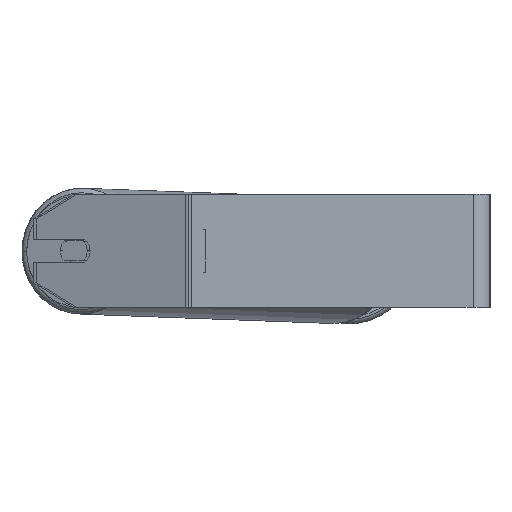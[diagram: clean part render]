
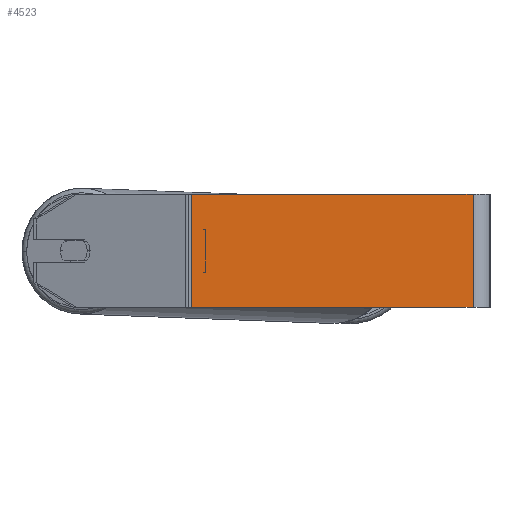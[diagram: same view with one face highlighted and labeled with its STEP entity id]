
A CAD part, left-side view. The second image highlights one B-rep face of the part: STEP entity #4523.
In plain terms, the highlighted planar face has unit normal (-1, 0, 0).
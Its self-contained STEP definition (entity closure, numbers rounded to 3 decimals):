
#64 = CARTESIAN_POINT ( 'NONE',  ( -840., 213.39, 40. ) ) ;
#76 = LINE ( 'NONE', #6806, #8247 ) ;
#290 = CARTESIAN_POINT ( 'NONE',  ( -840., 211.275, -40. ) ) ;
#412 = ORIENTED_EDGE ( 'NONE', *, *, #543, .F. ) ;
#507 = VERTEX_POINT ( 'NONE', #5443 ) ;
#543 = EDGE_CURVE ( 'NONE', #8485, #507, #8127, .T. ) ;
#651 = DIRECTION ( 'NONE',  ( 0., 0., -1. ) ) ;
#1049 = PLANE ( 'NONE',  #4029 ) ;
#1068 = LINE ( 'NONE', #2467, #6258 ) ;
#1368 = LINE ( 'NONE', #8723, #7804 ) ;
#2084 = EDGE_CURVE ( 'NONE', #3577, #5871, #1068, .T. ) ;
#2255 = FACE_OUTER_BOUND ( 'NONE', #5138, .T. ) ;
#2467 = CARTESIAN_POINT ( 'NONE',  ( -840., 213.39, -40. ) ) ;
#2768 = DIRECTION ( 'NONE',  ( 0., -1., 0. ) ) ;
#2779 = DIRECTION ( 'NONE',  ( 0., 0., -1. ) ) ;
#3016 = CARTESIAN_POINT ( 'NONE',  ( -840., 211.275, 40. ) ) ;
#3577 = VERTEX_POINT ( 'NONE', #290 ) ;
#3892 = EDGE_CURVE ( 'NONE', #8485, #3577, #1368, .T. ) ;
#4029 = AXIS2_PLACEMENT_3D ( 'NONE', #5679, #5063, #4448 ) ;
#4198 = EDGE_CURVE ( 'NONE', #507, #5871, #76, .T. ) ;
#4448 = DIRECTION ( 'NONE',  ( 0., 0., -1. ) ) ;
#4523 = ADVANCED_FACE ( 'NONE', ( #2255 ), #1049, .F. ) ;
#5063 = DIRECTION ( 'NONE',  ( 1., 0., 0. ) ) ;
#5138 = EDGE_LOOP ( 'NONE', ( #7737, #6112, #412, #7511 ) ) ;
#5254 = VECTOR ( 'NONE', #2768, 1000. ) ;
#5443 = CARTESIAN_POINT ( 'NONE',  ( -840., 12., 40. ) ) ;
#5679 = CARTESIAN_POINT ( 'NONE',  ( -840., 213.39, 40. ) ) ;
#5871 = VERTEX_POINT ( 'NONE', #7660 ) ;
#6112 = ORIENTED_EDGE ( 'NONE', *, *, #4198, .F. ) ;
#6258 = VECTOR ( 'NONE', #8600, 1000. ) ;
#6806 = CARTESIAN_POINT ( 'NONE',  ( -840., 12., 40. ) ) ;
#7511 = ORIENTED_EDGE ( 'NONE', *, *, #3892, .T. ) ;
#7660 = CARTESIAN_POINT ( 'NONE',  ( -840., 12., -40. ) ) ;
#7737 = ORIENTED_EDGE ( 'NONE', *, *, #2084, .T. ) ;
#7804 = VECTOR ( 'NONE', #651, 1000. ) ;
#8127 = LINE ( 'NONE', #64, #5254 ) ;
#8247 = VECTOR ( 'NONE', #2779, 1000. ) ;
#8485 = VERTEX_POINT ( 'NONE', #3016 ) ;
#8600 = DIRECTION ( 'NONE',  ( 0., -1., 0. ) ) ;
#8723 = CARTESIAN_POINT ( 'NONE',  ( -840., 211.275, 40. ) ) ;
